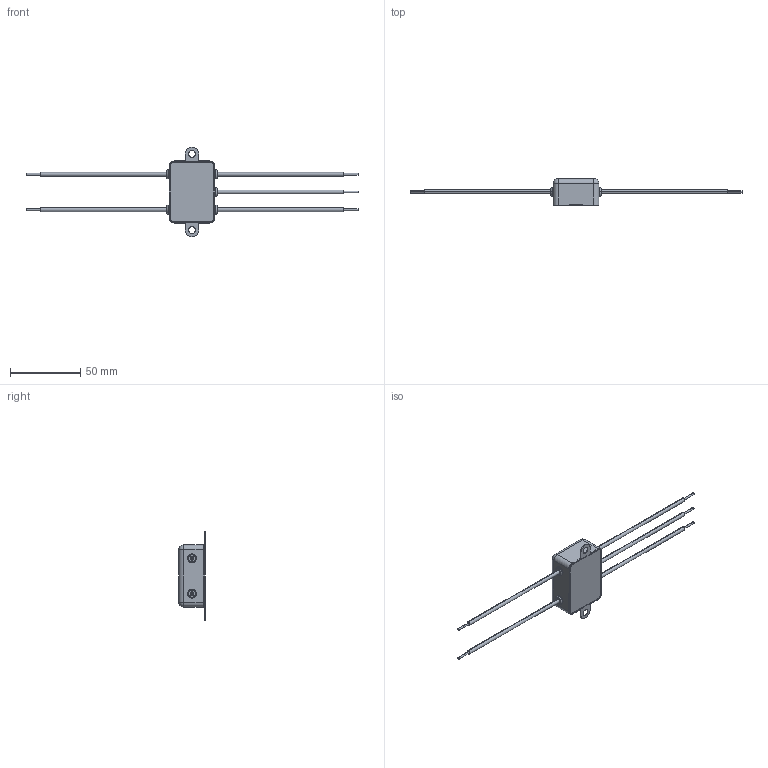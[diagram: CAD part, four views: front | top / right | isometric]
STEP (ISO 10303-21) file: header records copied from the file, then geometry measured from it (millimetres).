
FILE_DESCRIPTION (( 'STEP AP214' ), '1' );
FILE_NAME ('85105006.STEP', '2019-10-01T03:32:11', ( '' ), ( '' ), 'SwSTEP 2.0', 'SolidWorks 2016', '' );
FILE_SCHEMA (( 'AUTOMOTIVE_DESIGN' ));
Length unit declared in the file: millimetre
Products named in the file (1): 85105006
Bounding box: 235.5 x 19 x 63.4 mm (x, y, z)
Volume: 29735.4 mm3; surface area: 10245.2 mm2
Topology: 1 solids, 1 shells, 112 faces, 253 edges, 156 vertices
Faces by surface type: cylinder 57, plane 37, torus 14, sphere 4
Entity records: 3679 total; most frequent: DIRECTION 613, CARTESIAN_POINT 518, ORIENTED_EDGE 498, AXIS2_PLACEMENT_3D 251, EDGE_CURVE 249, VERTEX_POINT 156, CIRCLE 138, EDGE_LOOP 133
